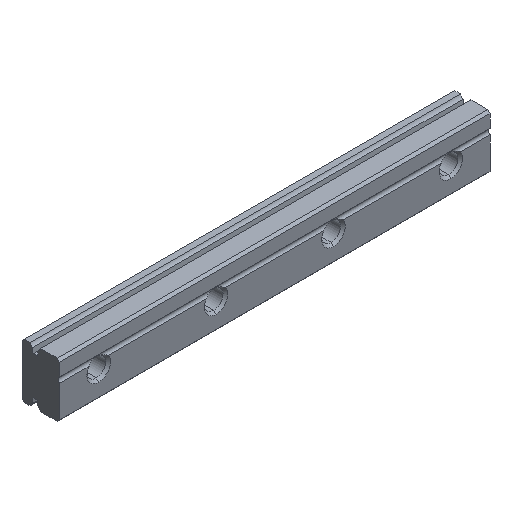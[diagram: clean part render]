
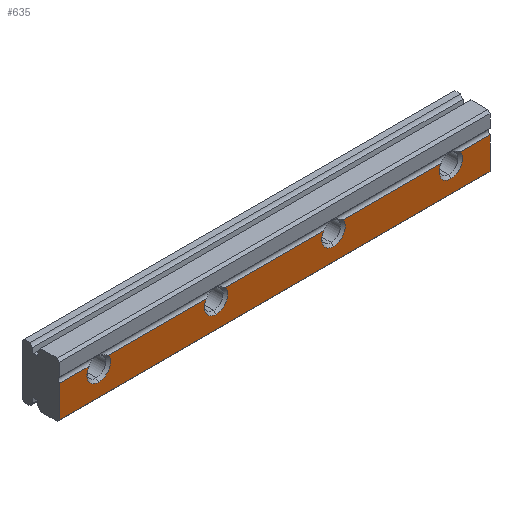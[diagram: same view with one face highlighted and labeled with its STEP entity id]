
A CAD part, isometric view. The second image highlights one B-rep face of the part: STEP entity #635.
In plain terms, the highlighted planar face has unit normal (0, -1, 0).
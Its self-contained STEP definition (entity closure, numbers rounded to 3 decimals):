
#17 = VERTEX_POINT ( 'NONE', #696 ) ;
#63 = ORIENTED_EDGE ( 'NONE', *, *, #671, .T. ) ;
#65 = ORIENTED_EDGE ( 'NONE', *, *, #145, .F. ) ;
#66 = VERTEX_POINT ( 'NONE', #789 ) ;
#67 = ORIENTED_EDGE ( 'NONE', *, *, #134, .T. ) ;
#68 = ORIENTED_EDGE ( 'NONE', *, *, #88, .F. ) ;
#70 = VERTEX_POINT ( 'NONE', #846 ) ;
#71 = ORIENTED_EDGE ( 'NONE', *, *, #74, .T. ) ;
#74 = EDGE_CURVE ( 'NONE', #70, #78, #845, .T. ) ;
#77 = VERTEX_POINT ( 'NONE', #836 ) ;
#78 = VERTEX_POINT ( 'NONE', #835 ) ;
#79 = ORIENTED_EDGE ( 'NONE', *, *, #140, .F. ) ;
#82 = VERTEX_POINT ( 'NONE', #834 ) ;
#86 = EDGE_CURVE ( 'NONE', #82, #119, #877, .T. ) ;
#88 = EDGE_CURVE ( 'NONE', #90, #116, #868, .T. ) ;
#89 = ORIENTED_EDGE ( 'NONE', *, *, #91, .T. ) ;
#90 = VERTEX_POINT ( 'NONE', #864 ) ;
#91 = EDGE_CURVE ( 'NONE', #90, #70, #863, .T. ) ;
#92 = EDGE_CURVE ( 'NONE', #101, #77, #859, .T. ) ;
#93 = ORIENTED_EDGE ( 'NONE', *, *, #94, .T. ) ;
#94 = EDGE_CURVE ( 'NONE', #101, #637, #855, .T. ) ;
#95 = ORIENTED_EDGE ( 'NONE', *, *, #92, .F. ) ;
#96 = ORIENTED_EDGE ( 'NONE', *, *, #105, .T. ) ;
#97 = VERTEX_POINT ( 'NONE', #850 ) ;
#98 = EDGE_CURVE ( 'NONE', #97, #605, #849, .T. ) ;
#99 = ORIENTED_EDGE ( 'NONE', *, *, #98, .F. ) ;
#100 = ORIENTED_EDGE ( 'NONE', *, *, #641, .T. ) ;
#101 = VERTEX_POINT ( 'NONE', #906 ) ;
#103 = EDGE_CURVE ( 'NONE', #66, #17, #904, .T. ) ;
#104 = ORIENTED_EDGE ( 'NONE', *, *, #103, .T. ) ;
#105 = EDGE_CURVE ( 'NONE', #97, #82, #899, .T. ) ;
#116 = VERTEX_POINT ( 'NONE', #879 ) ;
#119 = VERTEX_POINT ( 'NONE', #938 ) ;
#134 = EDGE_CURVE ( 'NONE', #17, #116, #966, .T. ) ;
#140 = EDGE_CURVE ( 'NONE', #77, #78, #960, .T. ) ;
#145 = EDGE_CURVE ( 'NONE', #66, #616, #999, .T. ) ;
#146 = ORIENTED_EDGE ( 'NONE', *, *, #86, .T. ) ;
#147 = ORIENTED_EDGE ( 'NONE', *, *, #150, .F. ) ;
#148 = VERTEX_POINT ( 'NONE', #995 ) ;
#149 = EDGE_CURVE ( 'NONE', #148, #672, #994, .T. ) ;
#150 = EDGE_CURVE ( 'NONE', #148, #119, #989, .T. ) ;
#151 = ORIENTED_EDGE ( 'NONE', *, *, #149, .T. ) ;
#605 = VERTEX_POINT ( 'NONE', #1738 ) ;
#616 = VERTEX_POINT ( 'NONE', #1717 ) ;
#635 = ADVANCED_FACE ( 'NONE', ( #1803 ), #1802, .T. ) ;
#636 = EDGE_LOOP ( 'NONE', ( #104, #67, #68, #89, #71, #79, #95, #93, #100, #99, #96, #146, #147, #151, #63, #65 ) ) ;
#637 = VERTEX_POINT ( 'NONE', #1797 ) ;
#641 = EDGE_CURVE ( 'NONE', #637, #605, #1796, .T. ) ;
#671 = EDGE_CURVE ( 'NONE', #672, #616, #1861, .T. ) ;
#672 = VERTEX_POINT ( 'NONE', #1856 ) ;
#696 = CARTESIAN_POINT ( 'NONE',  ( -50., 0., -1.5 ) ) ;
#789 = CARTESIAN_POINT ( 'NONE',  ( -48.767, 0., 0.854 ) ) ;
#834 = CARTESIAN_POINT ( 'NONE',  ( -20., 0., -1.5 ) ) ;
#835 = CARTESIAN_POINT ( 'NONE',  ( 0., 0., -3.2 ) ) ;
#836 = CARTESIAN_POINT ( 'NONE',  ( 0., 0., 0.854 ) ) ;
#842 = DIRECTION ( 'NONE',  ( 1., 0., 0. ) ) ;
#843 = VECTOR ( 'NONE', #842, 1000. ) ;
#844 = CARTESIAN_POINT ( 'NONE',  ( -55., 0., -3.2 ) ) ;
#845 = LINE ( 'NONE', #844, #843 ) ;
#846 = CARTESIAN_POINT ( 'NONE',  ( -55., 0., -3.2 ) ) ;
#847 = VECTOR ( 'NONE', #907, 1000. ) ;
#848 = CARTESIAN_POINT ( 'NONE',  ( -55., 0., 0.854 ) ) ;
#849 = LINE ( 'NONE', #848, #847 ) ;
#850 = CARTESIAN_POINT ( 'NONE',  ( -18.767, 0., 0.854 ) ) ;
#851 = DIRECTION ( 'NONE',  ( 0., 0., 1. ) ) ;
#852 = DIRECTION ( 'NONE',  ( 0., 1., 0. ) ) ;
#853 = CARTESIAN_POINT ( 'NONE',  ( -5., 0., 0. ) ) ;
#854 = AXIS2_PLACEMENT_3D ( 'NONE', #853, #852, #851 ) ;
#855 = CIRCLE ( 'NONE', #854, 1.5 ) ;
#856 = DIRECTION ( 'NONE',  ( 1., 0., 0. ) ) ;
#857 = VECTOR ( 'NONE', #856, 1000. ) ;
#858 = CARTESIAN_POINT ( 'NONE',  ( -55., 0., 0.854 ) ) ;
#859 = LINE ( 'NONE', #858, #857 ) ;
#860 = DIRECTION ( 'NONE',  ( 0., 0., -1. ) ) ;
#861 = VECTOR ( 'NONE', #860, 1000. ) ;
#862 = CARTESIAN_POINT ( 'NONE',  ( -55., 0., 0.854 ) ) ;
#863 = LINE ( 'NONE', #862, #861 ) ;
#864 = CARTESIAN_POINT ( 'NONE',  ( -55., 0., 0.854 ) ) ;
#865 = DIRECTION ( 'NONE',  ( 1., 0., 0. ) ) ;
#866 = VECTOR ( 'NONE', #865, 1000. ) ;
#867 = CARTESIAN_POINT ( 'NONE',  ( -55., 0., 0.854 ) ) ;
#868 = LINE ( 'NONE', #867, #866 ) ;
#873 = DIRECTION ( 'NONE',  ( 0., 0., 1. ) ) ;
#874 = DIRECTION ( 'NONE',  ( 0., 1., 0. ) ) ;
#875 = CARTESIAN_POINT ( 'NONE',  ( -20., 0., 0. ) ) ;
#876 = AXIS2_PLACEMENT_3D ( 'NONE', #875, #874, #873 ) ;
#877 = CIRCLE ( 'NONE', #876, 1.5 ) ;
#879 = CARTESIAN_POINT ( 'NONE',  ( -51.233, 0., 0.854 ) ) ;
#895 = DIRECTION ( 'NONE',  ( 0., 0., 1. ) ) ;
#896 = DIRECTION ( 'NONE',  ( 0., 1., 0. ) ) ;
#897 = CARTESIAN_POINT ( 'NONE',  ( -20., 0., 0. ) ) ;
#898 = AXIS2_PLACEMENT_3D ( 'NONE', #897, #896, #895 ) ;
#899 = CIRCLE ( 'NONE', #898, 1.5 ) ;
#900 = DIRECTION ( 'NONE',  ( 0., 0., 1. ) ) ;
#901 = DIRECTION ( 'NONE',  ( 0., 1., 0. ) ) ;
#902 = CARTESIAN_POINT ( 'NONE',  ( -50., 0., 0. ) ) ;
#903 = AXIS2_PLACEMENT_3D ( 'NONE', #902, #901, #900 ) ;
#904 = CIRCLE ( 'NONE', #903, 1.5 ) ;
#906 = CARTESIAN_POINT ( 'NONE',  ( -3.767, 0., 0.854 ) ) ;
#907 = DIRECTION ( 'NONE',  ( 1., 0., 0. ) ) ;
#938 = CARTESIAN_POINT ( 'NONE',  ( -21.233, 0., 0.854 ) ) ;
#947 = DIRECTION ( 'NONE',  ( 0., 0., -1. ) ) ;
#958 = VECTOR ( 'NONE', #947, 1000. ) ;
#959 = CARTESIAN_POINT ( 'NONE',  ( 0., 0., 0.854 ) ) ;
#960 = LINE ( 'NONE', #959, #958 ) ;
#962 = DIRECTION ( 'NONE',  ( 0., 0., 1. ) ) ;
#963 = DIRECTION ( 'NONE',  ( 0., 1., 0. ) ) ;
#964 = CARTESIAN_POINT ( 'NONE',  ( -50., 0., 0. ) ) ;
#965 = AXIS2_PLACEMENT_3D ( 'NONE', #964, #963, #962 ) ;
#966 = CIRCLE ( 'NONE', #965, 1.5 ) ;
#986 = DIRECTION ( 'NONE',  ( 1., 0., 0. ) ) ;
#987 = VECTOR ( 'NONE', #986, 1000. ) ;
#988 = CARTESIAN_POINT ( 'NONE',  ( -55., 0., 0.854 ) ) ;
#989 = LINE ( 'NONE', #988, #987 ) ;
#990 = DIRECTION ( 'NONE',  ( 0., 0., 1. ) ) ;
#991 = DIRECTION ( 'NONE',  ( 0., 1., 0. ) ) ;
#992 = CARTESIAN_POINT ( 'NONE',  ( -35., 0., 0. ) ) ;
#993 = AXIS2_PLACEMENT_3D ( 'NONE', #992, #991, #990 ) ;
#994 = CIRCLE ( 'NONE', #993, 1.5 ) ;
#995 = CARTESIAN_POINT ( 'NONE',  ( -33.767, 0., 0.854 ) ) ;
#996 = DIRECTION ( 'NONE',  ( 1., 0., 0. ) ) ;
#997 = VECTOR ( 'NONE', #996, 1000. ) ;
#998 = CARTESIAN_POINT ( 'NONE',  ( -55., 0., 0.854 ) ) ;
#999 = LINE ( 'NONE', #998, #997 ) ;
#1717 = CARTESIAN_POINT ( 'NONE',  ( -36.233, 0., 0.854 ) ) ;
#1738 = CARTESIAN_POINT ( 'NONE',  ( -6.233, 0., 0.854 ) ) ;
#1792 = DIRECTION ( 'NONE',  ( 0., 0., 1. ) ) ;
#1793 = DIRECTION ( 'NONE',  ( 0., 1., 0. ) ) ;
#1794 = CARTESIAN_POINT ( 'NONE',  ( -5., 0., 0. ) ) ;
#1795 = AXIS2_PLACEMENT_3D ( 'NONE', #1794, #1793, #1792 ) ;
#1796 = CIRCLE ( 'NONE', #1795, 1.5 ) ;
#1797 = CARTESIAN_POINT ( 'NONE',  ( -5., 0., -1.5 ) ) ;
#1798 = DIRECTION ( 'NONE',  ( 0., 0., -1. ) ) ;
#1799 = DIRECTION ( 'NONE',  ( 0., -1., 0. ) ) ;
#1800 = CARTESIAN_POINT ( 'NONE',  ( -55., 0., 0.854 ) ) ;
#1801 = AXIS2_PLACEMENT_3D ( 'NONE', #1800, #1799, #1798 ) ;
#1802 = PLANE ( 'NONE',  #1801 ) ;
#1803 = FACE_OUTER_BOUND ( 'NONE', #636, .T. ) ;
#1856 = CARTESIAN_POINT ( 'NONE',  ( -35., 0., -1.5 ) ) ;
#1857 = DIRECTION ( 'NONE',  ( 0., 0., 1. ) ) ;
#1858 = DIRECTION ( 'NONE',  ( 0., 1., 0. ) ) ;
#1859 = CARTESIAN_POINT ( 'NONE',  ( -35., 0., 0. ) ) ;
#1860 = AXIS2_PLACEMENT_3D ( 'NONE', #1859, #1858, #1857 ) ;
#1861 = CIRCLE ( 'NONE', #1860, 1.5 ) ;
